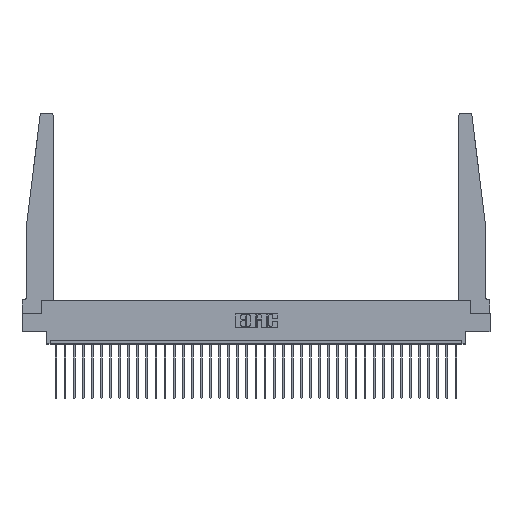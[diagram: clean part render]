
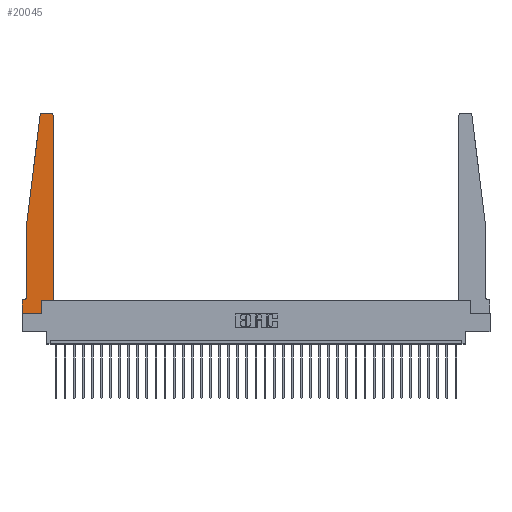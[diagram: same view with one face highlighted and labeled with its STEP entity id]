
A CAD part, top view. The second image highlights one B-rep face of the part: STEP entity #20045.
In plain terms, the highlighted planar face has unit normal (0, 0, 1).
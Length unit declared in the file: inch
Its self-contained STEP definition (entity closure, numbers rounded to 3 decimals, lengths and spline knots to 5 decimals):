
#4 = CARTESIAN_POINT ( 'NONE',  ( 0., 0., 0.37 ) ) ;
#187 = LINE ( 'NONE', #1666, #18250 ) ;
#333 = ORIENTED_EDGE ( 'NONE', *, *, #23147, .T. ) ;
#381 = DIRECTION ( 'NONE',  ( -1., 0., 0. ) ) ;
#686 = EDGE_CURVE ( 'NONE', #28594, #764, #9967, .T. ) ;
#764 = VERTEX_POINT ( 'NONE', #14777 ) ;
#1305 = CIRCLE ( 'NONE', #27835, 0.05 ) ;
#1666 = CARTESIAN_POINT ( 'NONE',  ( 0.065, 1.25, 0.37 ) ) ;
#2255 = CARTESIAN_POINT ( 'NONE',  ( 0.015, 0.1875, 0.37 ) ) ;
#2503 = AXIS2_PLACEMENT_3D ( 'NONE', #17328, #27168, #12162 ) ;
#2975 = ORIENTED_EDGE ( 'NONE', *, *, #19371, .T. ) ;
#3341 = CARTESIAN_POINT ( 'NONE',  ( 0.425, 2.72, 0.37 ) ) ;
#4743 = DIRECTION ( 'NONE',  ( -1., 0., 0. ) ) ;
#4842 = CARTESIAN_POINT ( 'NONE',  ( 0.2605, 0.18, 0.37 ) ) ;
#5244 = FACE_OUTER_BOUND ( 'NONE', #29096, .T. ) ;
#5567 = LINE ( 'NONE', #12862, #6741 ) ;
#5629 = DIRECTION ( 'NONE',  ( 1., 0., 0. ) ) ;
#6411 = CARTESIAN_POINT ( 'NONE',  ( 0.425, 0.18, 0.37 ) ) ;
#6423 = DIRECTION ( 'NONE',  ( 1., 0., 0. ) ) ;
#6554 = CARTESIAN_POINT ( 'NONE',  ( 0., 0.1875, 0.37 ) ) ;
#6741 = VECTOR ( 'NONE', #381, 39.37008 ) ;
#7421 = VERTEX_POINT ( 'NONE', #16642 ) ;
#8123 = AXIS2_PLACEMENT_3D ( 'NONE', #29680, #29346, #16861 ) ;
#8627 = EDGE_CURVE ( 'NONE', #23200, #13080, #16243, .T. ) ;
#8931 = PLANE ( 'NONE',  #15577 ) ;
#9387 = EDGE_CURVE ( 'NONE', #19867, #30276, #28727, .T. ) ;
#9801 = LINE ( 'NONE', #4, #14529 ) ;
#9851 = EDGE_CURVE ( 'NONE', #21659, #23200, #5567, .T. ) ;
#9884 = DIRECTION ( 'NONE',  ( 0., 1., 0. ) ) ;
#9967 = LINE ( 'NONE', #25553, #24873 ) ;
#10067 = CARTESIAN_POINT ( 'NONE',  ( 0.27653, 2.75, 0.37 ) ) ;
#10824 = CARTESIAN_POINT ( 'NONE',  ( 0.425, 0.18, 0.37 ) ) ;
#11085 = CARTESIAN_POINT ( 'NONE',  ( 0.24675, 2.72367, 0.37 ) ) ;
#11305 = CARTESIAN_POINT ( 'NONE',  ( 0.425, 0.18, 0.37 ) ) ;
#11657 = CARTESIAN_POINT ( 'NONE',  ( 0.065, 1.25, 0.37 ) ) ;
#11685 = VECTOR ( 'NONE', #9884, 39.37008 ) ;
#12162 = DIRECTION ( 'NONE',  ( 1., 0., 0. ) ) ;
#12418 = DIRECTION ( 'NONE',  ( 0., 0., -1. ) ) ;
#12460 = ORIENTED_EDGE ( 'NONE', *, *, #686, .T. ) ;
#12862 = CARTESIAN_POINT ( 'NONE',  ( 0.25, 2.75, 0.37 ) ) ;
#13080 = VERTEX_POINT ( 'NONE', #11085 ) ;
#13815 = LINE ( 'NONE', #15418, #25192 ) ;
#13892 = CARTESIAN_POINT ( 'NONE',  ( 0., 0.1875, 0.37 ) ) ;
#14049 = DIRECTION ( 'NONE',  ( -0.122, -0.992, 0. ) ) ;
#14429 = CARTESIAN_POINT ( 'NONE',  ( 0.395, 2.75, 0.37 ) ) ;
#14529 = VECTOR ( 'NONE', #22771, 39.37008 ) ;
#14576 = EDGE_CURVE ( 'NONE', #7421, #25039, #13815, .T. ) ;
#14777 = CARTESIAN_POINT ( 'NONE',  ( 0.065, 0.2375, 0.37 ) ) ;
#14862 = VERTEX_POINT ( 'NONE', #31574 ) ;
#15145 = CARTESIAN_POINT ( 'NONE',  ( 0.2605, 0., 0.37 ) ) ;
#15418 = CARTESIAN_POINT ( 'NONE',  ( 0., 0., 0.37 ) ) ;
#15577 = AXIS2_PLACEMENT_3D ( 'NONE', #13892, #24054, #6423 ) ;
#16048 = DIRECTION ( 'NONE',  ( 1., 0., 0. ) ) ;
#16243 = CIRCLE ( 'NONE', #8123, 0.03 ) ;
#16603 = VECTOR ( 'NONE', #23931, 39.37008 ) ;
#16642 = CARTESIAN_POINT ( 'NONE',  ( 0., 0., 0.37 ) ) ;
#16861 = DIRECTION ( 'NONE',  ( 1., 0., 0. ) ) ;
#17018 = LINE ( 'NONE', #11305, #20197 ) ;
#17328 = CARTESIAN_POINT ( 'NONE',  ( 0.395, 2.72, 0.37 ) ) ;
#17503 = ORIENTED_EDGE ( 'NONE', *, *, #14576, .T. ) ;
#17609 = EDGE_CURVE ( 'NONE', #25039, #14862, #22281, .T. ) ;
#17933 = VERTEX_POINT ( 'NONE', #6554 ) ;
#18022 = ORIENTED_EDGE ( 'NONE', *, *, #32212, .T. ) ;
#18250 = VECTOR ( 'NONE', #14049, 39.37008 ) ;
#18769 = DIRECTION ( 'NONE',  ( -1., 0., 0. ) ) ;
#19106 = ORIENTED_EDGE ( 'NONE', *, *, #9851, .T. ) ;
#19371 = EDGE_CURVE ( 'NONE', #30276, #21659, #25702, .T. ) ;
#19606 = ORIENTED_EDGE ( 'NONE', *, *, #9387, .T. ) ;
#19867 = VERTEX_POINT ( 'NONE', #10824 ) ;
#20045 = ADVANCED_FACE ( 'NONE', ( #5244 ), #8931, .T. ) ;
#20056 = ORIENTED_EDGE ( 'NONE', *, *, #17609, .T. ) ;
#20197 = VECTOR ( 'NONE', #16048, 39.37008 ) ;
#20262 = VERTEX_POINT ( 'NONE', #2255 ) ;
#21322 = ORIENTED_EDGE ( 'NONE', *, *, #32357, .T. ) ;
#21659 = VERTEX_POINT ( 'NONE', #14429 ) ;
#21954 = CARTESIAN_POINT ( 'NONE',  ( 0.015, 0.2375, 0.37 ) ) ;
#22281 = LINE ( 'NONE', #4842, #11685 ) ;
#22771 = DIRECTION ( 'NONE',  ( 0., -1., 0. ) ) ;
#23147 = EDGE_CURVE ( 'NONE', #17933, #7421, #9801, .T. ) ;
#23200 = VERTEX_POINT ( 'NONE', #10067 ) ;
#23758 = LINE ( 'NONE', #26316, #30849 ) ;
#23931 = DIRECTION ( 'NONE',  ( 0., 1., 0. ) ) ;
#24054 = DIRECTION ( 'NONE',  ( 0., 0., 1. ) ) ;
#24873 = VECTOR ( 'NONE', #25331, 39.37008 ) ;
#25039 = VERTEX_POINT ( 'NONE', #15145 ) ;
#25192 = VECTOR ( 'NONE', #5629, 39.37008 ) ;
#25331 = DIRECTION ( 'NONE',  ( 0., -1., 0. ) ) ;
#25553 = CARTESIAN_POINT ( 'NONE',  ( 0.065, 1.25, 0.37 ) ) ;
#25702 = CIRCLE ( 'NONE', #2503, 0.03 ) ;
#26316 = CARTESIAN_POINT ( 'NONE',  ( 0.065, 0.1875, 0.37 ) ) ;
#26648 = EDGE_CURVE ( 'NONE', #764, #20262, #1305, .T. ) ;
#27168 = DIRECTION ( 'NONE',  ( 0., 0., 1. ) ) ;
#27835 = AXIS2_PLACEMENT_3D ( 'NONE', #21954, #12418, #4743 ) ;
#28126 = ORIENTED_EDGE ( 'NONE', *, *, #30881, .T. ) ;
#28594 = VERTEX_POINT ( 'NONE', #11657 ) ;
#28727 = LINE ( 'NONE', #6411, #16603 ) ;
#28973 = ORIENTED_EDGE ( 'NONE', *, *, #8627, .T. ) ;
#29096 = EDGE_LOOP ( 'NONE', ( #19106, #28973, #21322, #12460, #30353, #28126, #333, #17503, #20056, #18022, #19606, #2975 ) ) ;
#29346 = DIRECTION ( 'NONE',  ( 0., 0., 1. ) ) ;
#29680 = CARTESIAN_POINT ( 'NONE',  ( 0.27653, 2.72, 0.37 ) ) ;
#30276 = VERTEX_POINT ( 'NONE', #3341 ) ;
#30353 = ORIENTED_EDGE ( 'NONE', *, *, #26648, .T. ) ;
#30849 = VECTOR ( 'NONE', #18769, 39.37008 ) ;
#30881 = EDGE_CURVE ( 'NONE', #20262, #17933, #23758, .T. ) ;
#31574 = CARTESIAN_POINT ( 'NONE',  ( 0.2605, 0.18, 0.37 ) ) ;
#32212 = EDGE_CURVE ( 'NONE', #14862, #19867, #17018, .T. ) ;
#32357 = EDGE_CURVE ( 'NONE', #13080, #28594, #187, .T. ) ;
